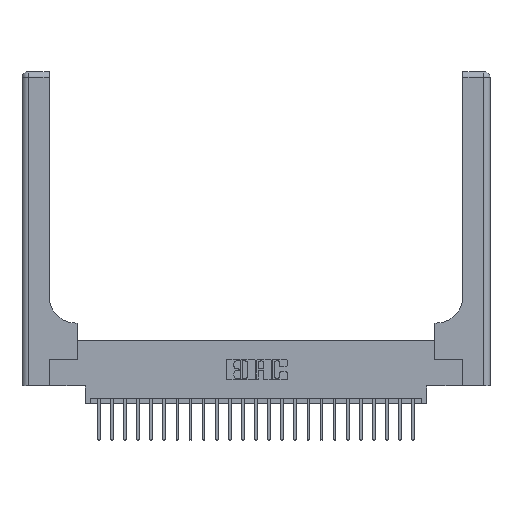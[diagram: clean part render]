
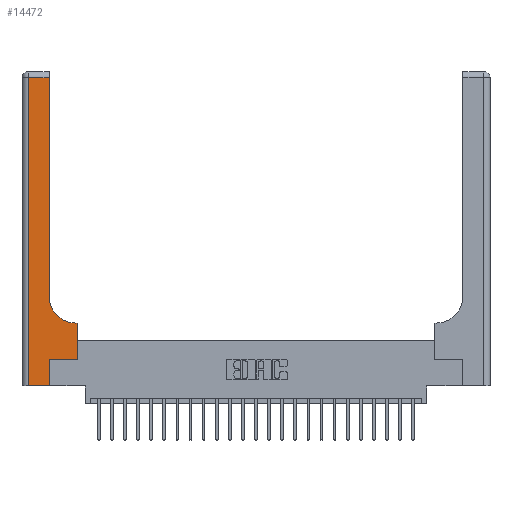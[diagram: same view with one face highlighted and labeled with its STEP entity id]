
A CAD part, top view. The second image highlights one B-rep face of the part: STEP entity #14472.
In plain terms, the highlighted planar face has unit normal (0, 0, 1).
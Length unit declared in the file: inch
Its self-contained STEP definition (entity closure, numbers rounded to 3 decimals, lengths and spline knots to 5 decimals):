
#169 = VECTOR ( 'NONE', #3959, 39.37008 ) ;
#210 = EDGE_LOOP ( 'NONE', ( #1752, #15012, #20529, #15903, #23720, #4576, #12652, #14620, #9709 ) ) ;
#303 = EDGE_CURVE ( 'NONE', #18237, #14510, #5676, .T. ) ;
#558 = CARTESIAN_POINT ( 'NONE',  ( 0.51, 0.85, 0.37 ) ) ;
#986 = CARTESIAN_POINT ( 'NONE',  ( 0.265, 0.25, 0.37 ) ) ;
#1054 = CARTESIAN_POINT ( 'NONE',  ( 0.51, 0.6, 0.37 ) ) ;
#1285 = VECTOR ( 'NONE', #11336, 39.37008 ) ;
#1577 = VERTEX_POINT ( 'NONE', #20757 ) ;
#1752 = ORIENTED_EDGE ( 'NONE', *, *, #17442, .T. ) ;
#1899 = CARTESIAN_POINT ( 'NONE',  ( 0.26, 0.85, 0.37 ) ) ;
#2162 = DIRECTION ( 'NONE',  ( 0., 0., -1. ) ) ;
#2370 = EDGE_CURVE ( 'NONE', #4959, #1577, #20216, .T. ) ;
#2877 = VECTOR ( 'NONE', #24381, 39.37008 ) ;
#3148 = DIRECTION ( 'NONE',  ( 0., 0., -1. ) ) ;
#3496 = DIRECTION ( 'NONE',  ( 1., 0., 0. ) ) ;
#3811 = VERTEX_POINT ( 'NONE', #12212 ) ;
#3830 = LINE ( 'NONE', #20609, #2877 ) ;
#3959 = DIRECTION ( 'NONE',  ( -1., 0., 0. ) ) ;
#4461 = EDGE_CURVE ( 'NONE', #3811, #18237, #7603, .T. ) ;
#4576 = ORIENTED_EDGE ( 'NONE', *, *, #14800, .T. ) ;
#4959 = VERTEX_POINT ( 'NONE', #21533 ) ;
#5114 = CARTESIAN_POINT ( 'NONE',  ( 0., 3., 0.37 ) ) ;
#5115 = DIRECTION ( 'NONE',  ( 0., 1., 0. ) ) ;
#5315 = EDGE_CURVE ( 'NONE', #14510, #7104, #5336, .T. ) ;
#5336 = LINE ( 'NONE', #20410, #19903 ) ;
#5676 = LINE ( 'NONE', #16945, #20691 ) ;
#7104 = VERTEX_POINT ( 'NONE', #7156 ) ;
#7127 = EDGE_CURVE ( 'NONE', #7104, #11051, #3830, .T. ) ;
#7156 = CARTESIAN_POINT ( 'NONE',  ( 0.265, 0., 0.37 ) ) ;
#7372 = CARTESIAN_POINT ( 'NONE',  ( 0.528, 0.25, 0.37 ) ) ;
#7603 = LINE ( 'NONE', #9740, #1285 ) ;
#7796 = CARTESIAN_POINT ( 'NONE',  ( 0.26, 0.6, 0.37 ) ) ;
#8743 = CARTESIAN_POINT ( 'NONE',  ( 0.265, 0.25, 0.37 ) ) ;
#9193 = EDGE_CURVE ( 'NONE', #1577, #15548, #22573, .T. ) ;
#9709 = ORIENTED_EDGE ( 'NONE', *, *, #20131, .T. ) ;
#9740 = CARTESIAN_POINT ( 'NONE',  ( 0., 2.94, 0.37 ) ) ;
#10778 = DIRECTION ( 'NONE',  ( 0., -1., 0. ) ) ;
#11039 = AXIS2_PLACEMENT_3D ( 'NONE', #5114, #3148, #14518 ) ;
#11051 = VERTEX_POINT ( 'NONE', #8743 ) ;
#11053 = LINE ( 'NONE', #16481, #16762 ) ;
#11336 = DIRECTION ( 'NONE',  ( -1., 0., 0. ) ) ;
#12212 = CARTESIAN_POINT ( 'NONE',  ( 0.26, 2.94, 0.37 ) ) ;
#12652 = ORIENTED_EDGE ( 'NONE', *, *, #2370, .T. ) ;
#12769 = PLANE ( 'NONE',  #11039 ) ;
#12892 = VECTOR ( 'NONE', #20350, 39.37008 ) ;
#14472 = ADVANCED_FACE ( 'NONE', ( #20065 ), #12769, .F. ) ;
#14510 = VERTEX_POINT ( 'NONE', #22872 ) ;
#14518 = DIRECTION ( 'NONE',  ( -1., 0., 0. ) ) ;
#14620 = ORIENTED_EDGE ( 'NONE', *, *, #9193, .T. ) ;
#14758 = CIRCLE ( 'NONE', #23437, 0.25 ) ;
#14800 = EDGE_CURVE ( 'NONE', #11051, #4959, #17598, .T. ) ;
#15012 = ORIENTED_EDGE ( 'NONE', *, *, #4461, .T. ) ;
#15548 = VERTEX_POINT ( 'NONE', #1054 ) ;
#15903 = ORIENTED_EDGE ( 'NONE', *, *, #5315, .T. ) ;
#16481 = CARTESIAN_POINT ( 'NONE',  ( 0.26, 3., 0.37 ) ) ;
#16762 = VECTOR ( 'NONE', #5115, 39.37008 ) ;
#16945 = CARTESIAN_POINT ( 'NONE',  ( 0.06, 3., 0.37 ) ) ;
#16985 = VECTOR ( 'NONE', #23707, 39.37008 ) ;
#17108 = DIRECTION ( 'NONE',  ( 1., 0., 0. ) ) ;
#17442 = EDGE_CURVE ( 'NONE', #21381, #3811, #11053, .T. ) ;
#17598 = LINE ( 'NONE', #986, #16985 ) ;
#18237 = VERTEX_POINT ( 'NONE', #23229 ) ;
#19903 = VECTOR ( 'NONE', #3496, 39.37008 ) ;
#20065 = FACE_OUTER_BOUND ( 'NONE', #210, .T. ) ;
#20131 = EDGE_CURVE ( 'NONE', #15548, #21381, #14758, .T. ) ;
#20216 = LINE ( 'NONE', #7372, #12892 ) ;
#20350 = DIRECTION ( 'NONE',  ( 0., 1., 0. ) ) ;
#20410 = CARTESIAN_POINT ( 'NONE',  ( 0., 0., 0.37 ) ) ;
#20529 = ORIENTED_EDGE ( 'NONE', *, *, #303, .T. ) ;
#20609 = CARTESIAN_POINT ( 'NONE',  ( 0.265, 0., 0.37 ) ) ;
#20691 = VECTOR ( 'NONE', #10778, 39.37008 ) ;
#20757 = CARTESIAN_POINT ( 'NONE',  ( 0.528, 0.6, 0.37 ) ) ;
#21381 = VERTEX_POINT ( 'NONE', #1899 ) ;
#21533 = CARTESIAN_POINT ( 'NONE',  ( 0.528, 0.25, 0.37 ) ) ;
#22573 = LINE ( 'NONE', #7796, #169 ) ;
#22872 = CARTESIAN_POINT ( 'NONE',  ( 0.06, 0., 0.37 ) ) ;
#23229 = CARTESIAN_POINT ( 'NONE',  ( 0.06, 2.94, 0.37 ) ) ;
#23437 = AXIS2_PLACEMENT_3D ( 'NONE', #558, #2162, #17108 ) ;
#23707 = DIRECTION ( 'NONE',  ( 1., 0., 0. ) ) ;
#23720 = ORIENTED_EDGE ( 'NONE', *, *, #7127, .T. ) ;
#24381 = DIRECTION ( 'NONE',  ( 0., 1., 0. ) ) ;
